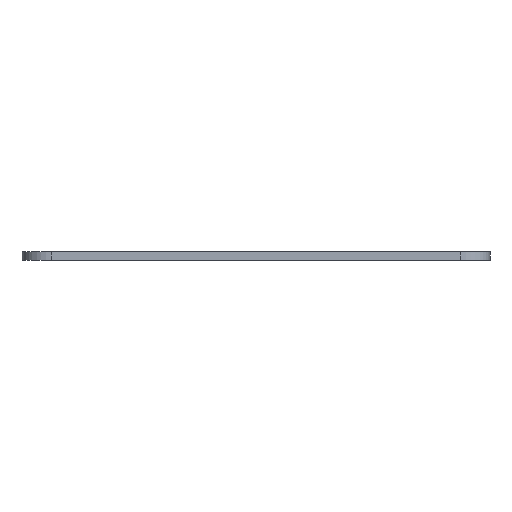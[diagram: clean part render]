
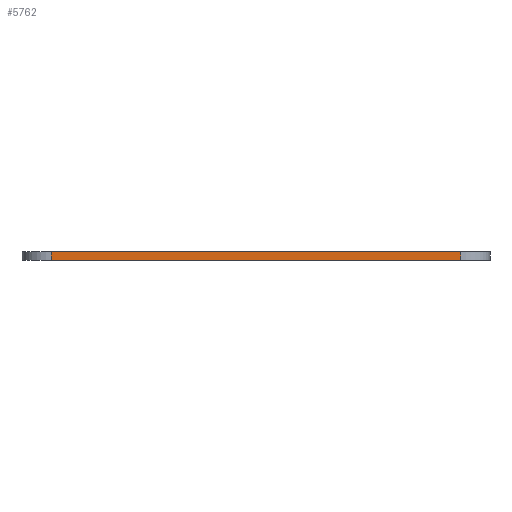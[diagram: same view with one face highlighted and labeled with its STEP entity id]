
A CAD part, left-side view. The second image highlights one B-rep face of the part: STEP entity #5762.
In plain terms, the highlighted planar face has unit normal (-1, 0, 0).
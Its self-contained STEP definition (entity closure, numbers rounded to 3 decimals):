
#960=FACE_OUTER_BOUND('',#1300,.T.);
#1300=EDGE_LOOP('',(#5335,#5336,#5337,#5338));
#1658=LINE('',#11222,#2112);
#1694=LINE('',#11349,#2148);
#1712=LINE('',#11428,#2166);
#1717=LINE('',#11437,#2171);
#2112=VECTOR('',#6464,10.);
#2148=VECTOR('',#6568,10.);
#2166=VECTOR('',#6632,10.);
#2171=VECTOR('',#6645,10.);
#2688=VERTEX_POINT('',#11219);
#2689=VERTEX_POINT('',#11221);
#2745=VERTEX_POINT('',#11346);
#2746=VERTEX_POINT('',#11348);
#3495=EDGE_CURVE('',#2688,#2689,#1658,.T.);
#3556=EDGE_CURVE('',#2745,#2746,#1694,.T.);
#3596=EDGE_CURVE('',#2689,#2745,#1712,.T.);
#3601=EDGE_CURVE('',#2746,#2688,#1717,.T.);
#5335=ORIENTED_EDGE('',*,*,#3596,.F.);
#5336=ORIENTED_EDGE('',*,*,#3495,.F.);
#5337=ORIENTED_EDGE('',*,*,#3601,.F.);
#5338=ORIENTED_EDGE('',*,*,#3556,.F.);
#5457=PLANE('',#5955);
#5762=ADVANCED_FACE('',(#960),#5457,.T.);
#5955=AXIS2_PLACEMENT_3D('',#11516,#6763,#6764);
#6464=DIRECTION('',(0.,-1.,0.));
#6568=DIRECTION('',(0.,1.,0.));
#6632=DIRECTION('',(0.,0.,-1.));
#6645=DIRECTION('',(0.,0.,1.));
#6763=DIRECTION('center_axis',(-1.,0.,0.));
#6764=DIRECTION('ref_axis',(0.,-1.,0.));
#11219=CARTESIAN_POINT('',(-34.473,39.998,14.5));
#11221=CARTESIAN_POINT('',(-34.473,-30.66,14.5));
#11222=CARTESIAN_POINT('',(-34.473,-35.7,14.5));
#11346=CARTESIAN_POINT('',(-34.473,-30.66,13.));
#11348=CARTESIAN_POINT('',(-34.473,39.998,13.));
#11349=CARTESIAN_POINT('',(-34.473,-35.7,13.));
#11428=CARTESIAN_POINT('',(-34.473,-30.66,13.));
#11437=CARTESIAN_POINT('',(-34.473,39.998,13.));
#11516=CARTESIAN_POINT('Origin',(-34.473,44.998,13.));
